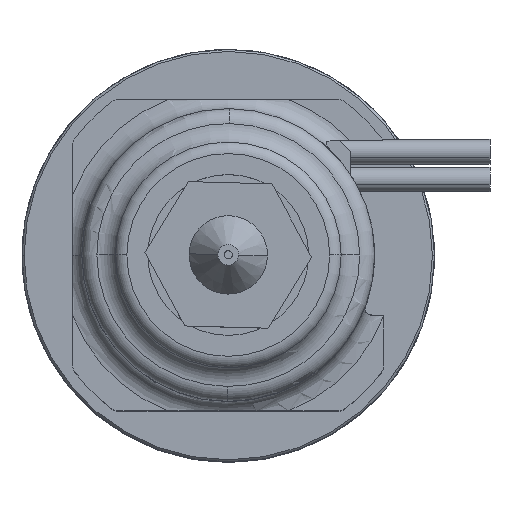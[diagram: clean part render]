
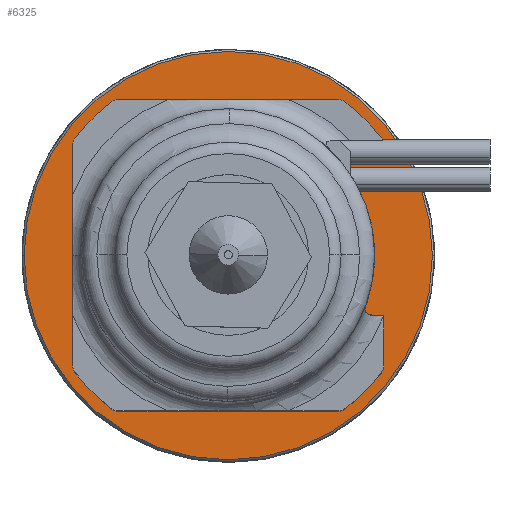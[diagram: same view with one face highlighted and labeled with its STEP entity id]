
A CAD part, top view. The second image highlights one B-rep face of the part: STEP entity #6325.
In plain terms, the highlighted planar face has unit normal (0, 0, 1).
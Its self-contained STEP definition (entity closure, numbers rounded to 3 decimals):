
#744 = CIRCLE ( 'NONE', #6084, 9.9 ) ;
#2020 = DIRECTION ( 'NONE',  ( 1., 0., 0. ) ) ;
#2109 = AXIS2_PLACEMENT_3D ( 'NONE', #13979, #2347, #2020 ) ;
#2191 = CARTESIAN_POINT ( 'NONE',  ( 0., 0., 0. ) ) ;
#2347 = DIRECTION ( 'NONE',  ( 0., 0., 1. ) ) ;
#2696 = CARTESIAN_POINT ( 'NONE',  ( 0., 0., 0. ) ) ;
#4200 = ORIENTED_EDGE ( 'NONE', *, *, #10327, .F. ) ;
#4312 = CARTESIAN_POINT ( 'NONE',  ( 5., 0., 0. ) ) ;
#4595 = CIRCLE ( 'NONE', #21376, 5. ) ;
#4789 = DIRECTION ( 'NONE',  ( 0., 0., 1. ) ) ;
#4913 = DIRECTION ( 'NONE',  ( 0., 0., 1. ) ) ;
#6084 = AXIS2_PLACEMENT_3D ( 'NONE', #2191, #19298, #7304 ) ;
#6120 = ORIENTED_EDGE ( 'NONE', *, *, #6577, .F. ) ;
#6325 = ADVANCED_FACE ( 'NONE', ( #21793, #13304 ), #20123, .T. ) ;
#6577 = EDGE_CURVE ( 'NONE', #8693, #21999, #4595, .T. ) ;
#6595 = VERTEX_POINT ( 'NONE', #16354 ) ;
#7304 = DIRECTION ( 'NONE',  ( 1., 0., 0. ) ) ;
#7697 = EDGE_LOOP ( 'NONE', ( #17942, #16525 ) ) ;
#7794 = CIRCLE ( 'NONE', #2109, 9.9 ) ;
#7839 = EDGE_LOOP ( 'NONE', ( #6120, #4200 ) ) ;
#8371 = EDGE_CURVE ( 'NONE', #14639, #6595, #7794, .T. ) ;
#8586 = CIRCLE ( 'NONE', #11455, 5. ) ;
#8693 = VERTEX_POINT ( 'NONE', #10386 ) ;
#9514 = DIRECTION ( 'NONE',  ( 1., 0., 0. ) ) ;
#10064 = DIRECTION ( 'NONE',  ( 1., 0., 0. ) ) ;
#10145 = EDGE_CURVE ( 'NONE', #6595, #14639, #744, .T. ) ;
#10327 = EDGE_CURVE ( 'NONE', #21999, #8693, #8586, .T. ) ;
#10386 = CARTESIAN_POINT ( 'NONE',  ( -5., 0., 0. ) ) ;
#11455 = AXIS2_PLACEMENT_3D ( 'NONE', #18678, #4913, #10064 ) ;
#11615 = DIRECTION ( 'NONE',  ( 1., 0., 0. ) ) ;
#12897 = CARTESIAN_POINT ( 'NONE',  ( -9.9, 0., 0. ) ) ;
#13304 = FACE_BOUND ( 'NONE', #7839, .T. ) ;
#13979 = CARTESIAN_POINT ( 'NONE',  ( 0., 0., 0. ) ) ;
#14639 = VERTEX_POINT ( 'NONE', #12897 ) ;
#15640 = AXIS2_PLACEMENT_3D ( 'NONE', #16765, #4789, #11615 ) ;
#16354 = CARTESIAN_POINT ( 'NONE',  ( 9.9, 0., 0. ) ) ;
#16525 = ORIENTED_EDGE ( 'NONE', *, *, #10145, .T. ) ;
#16681 = DIRECTION ( 'NONE',  ( 0., 0., 1. ) ) ;
#16765 = CARTESIAN_POINT ( 'NONE',  ( 0., 0., 0. ) ) ;
#17942 = ORIENTED_EDGE ( 'NONE', *, *, #8371, .T. ) ;
#18678 = CARTESIAN_POINT ( 'NONE',  ( 0., 0., 0. ) ) ;
#19298 = DIRECTION ( 'NONE',  ( 0., 0., 1. ) ) ;
#20123 = PLANE ( 'NONE',  #15640 ) ;
#21376 = AXIS2_PLACEMENT_3D ( 'NONE', #2696, #16681, #9514 ) ;
#21793 = FACE_OUTER_BOUND ( 'NONE', #7697, .T. ) ;
#21999 = VERTEX_POINT ( 'NONE', #4312 ) ;
